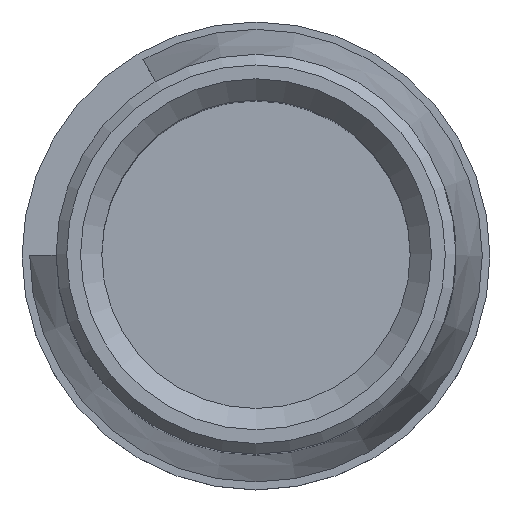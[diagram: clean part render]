
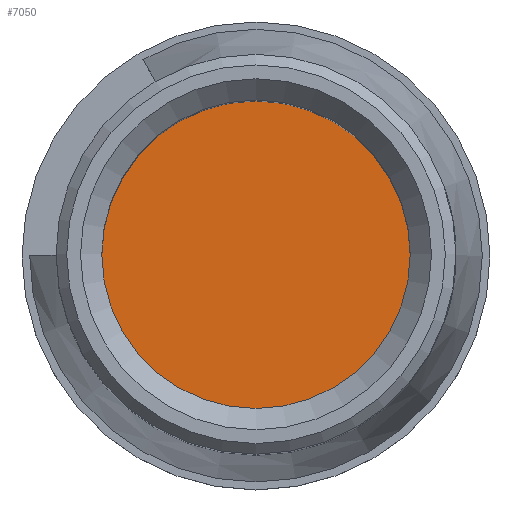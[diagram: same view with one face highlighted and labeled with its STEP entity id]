
A CAD part, top view. The second image highlights one B-rep face of the part: STEP entity #7050.
In plain terms, the highlighted planar face has unit normal (0, 0, 1).
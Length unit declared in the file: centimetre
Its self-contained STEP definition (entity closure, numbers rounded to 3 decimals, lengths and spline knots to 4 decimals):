
#2568=VERTEX_POINT('',#13217);
#2628=CIRCLE('',#7292,0.1842);
#3681=EDGE_CURVE('',#2568,#2568,#2628,.T.);
#5787=ORIENTED_EDGE('',*,*,#3681,.T.);
#6223=EDGE_LOOP('',(#5787));
#6659=FACE_BOUND('',#6223,.T.);
#7050=ADVANCED_FACE('',(#6659),#13375,.T.);
#7292=AXIS2_PLACEMENT_3D('',#13216,#8162,#8163);
#7294=AXIS2_PLACEMENT_3D('',#13219,#8166,$);
#8162=DIRECTION('',(0.,0.,1.));
#8163=DIRECTION('',(0.184,0.,0.));
#8166=DIRECTION('',(0.,0.,1.));
#13216=CARTESIAN_POINT('',(0.,0.,-0.635));
#13217=CARTESIAN_POINT('',(0.1842,0.,-0.635));
#13219=CARTESIAN_POINT('',(0.,0.,-0.635));
#13375=PLANE('',#7294);
